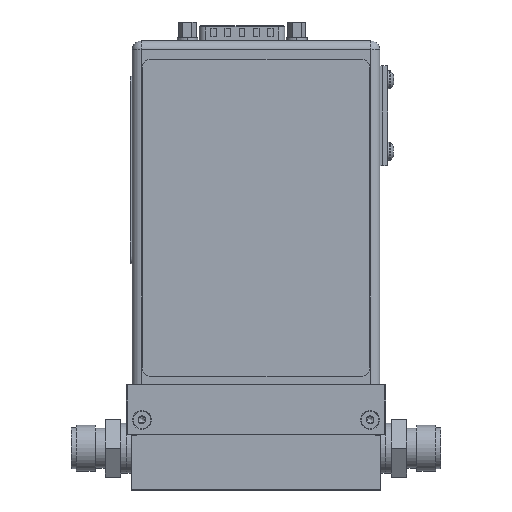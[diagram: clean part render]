
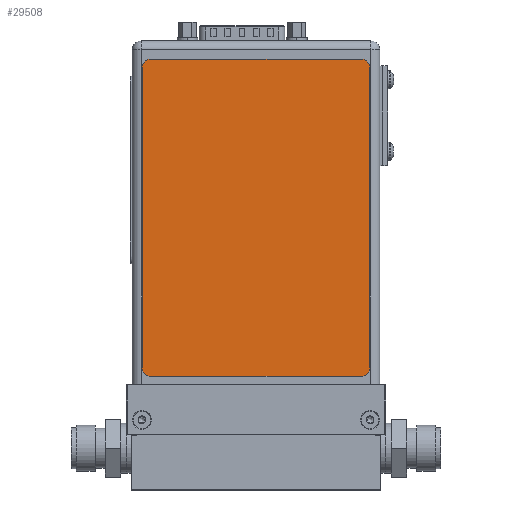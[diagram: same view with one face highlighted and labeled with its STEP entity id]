
A CAD part, top view. The second image highlights one B-rep face of the part: STEP entity #29508.
In plain terms, the highlighted planar face has unit normal (0, 0, 1).
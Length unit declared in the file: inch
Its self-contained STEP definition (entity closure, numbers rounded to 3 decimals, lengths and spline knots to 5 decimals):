
#29265=CARTESIAN_POINT('',(2.63,3.71,0.004));
#29266=DIRECTION('',(0.,0.,1.));
#29267=DIRECTION('',(1.,0.,0.));
#29268=AXIS2_PLACEMENT_3D('',#29265,#29266,#29267);
#29273=DIRECTION('',(0.,1.,0.));
#29274=VECTOR('',#29273,3.61);
#29275=CARTESIAN_POINT('',(2.73,0.1,0.004));
#29276=LINE('',#29275,#29274);
#29280=CARTESIAN_POINT('',(2.63,0.1,0.004));
#29281=DIRECTION('',(0.,0.,1.));
#29282=DIRECTION('',(0.,-1.,0.));
#29283=AXIS2_PLACEMENT_3D('',#29280,#29281,#29282);
#29288=DIRECTION('',(1.,0.,0.));
#29289=VECTOR('',#29288,2.53);
#29290=CARTESIAN_POINT('',(0.1,0.,0.004));
#29291=LINE('',#29290,#29289);
#29295=CARTESIAN_POINT('',(0.1,0.1,0.004));
#29296=DIRECTION('',(0.,0.,1.));
#29297=DIRECTION('',(-1.,0.,0.));
#29298=AXIS2_PLACEMENT_3D('',#29295,#29296,#29297);
#29303=DIRECTION('',(0.,-1.,0.));
#29304=VECTOR('',#29303,3.61);
#29305=CARTESIAN_POINT('',(0.,3.71,0.004));
#29306=LINE('',#29305,#29304);
#29310=CARTESIAN_POINT('',(0.1,3.71,0.004));
#29311=DIRECTION('',(0.,0.,1.));
#29312=DIRECTION('',(0.,1.,0.));
#29313=AXIS2_PLACEMENT_3D('',#29310,#29311,#29312);
#29318=DIRECTION('',(-1.,0.,0.));
#29319=VECTOR('',#29318,2.53);
#29320=CARTESIAN_POINT('',(2.63,3.81,0.004));
#29321=LINE('',#29320,#29319);
#29329=CARTESIAN_POINT('',(2.73,3.71,0.004));
#29330=VERTEX_POINT('',#29329);
#29331=CARTESIAN_POINT('',(2.63,3.81,0.004));
#29332=VERTEX_POINT('',#29331);
#29337=CARTESIAN_POINT('',(0.1,3.81,0.004));
#29338=VERTEX_POINT('',#29337);
#29339=CARTESIAN_POINT('',(0.,3.71,0.004));
#29340=VERTEX_POINT('',#29339);
#29345=CARTESIAN_POINT('',(0.,0.1,0.004));
#29346=VERTEX_POINT('',#29345);
#29347=CARTESIAN_POINT('',(0.1,0.,0.004));
#29348=VERTEX_POINT('',#29347);
#29351=CARTESIAN_POINT('',(2.73,0.1,0.004));
#29352=VERTEX_POINT('',#29351);
#29355=CARTESIAN_POINT('',(2.63,0.,0.004));
#29356=VERTEX_POINT('',#29355);
#29493=CARTESIAN_POINT('',(0.,0.,0.004));
#29494=DIRECTION('',(0.,0.,1.));
#29495=DIRECTION('',(1.,0.,0.));
#29496=AXIS2_PLACEMENT_3D('',#29493,#29494,#29495);
#29497=PLANE('',#29496);
#29498=ORIENTED_EDGE('',*,*,#29389,.F.);
#29499=ORIENTED_EDGE('',*,*,#29405,.F.);
#29500=ORIENTED_EDGE('',*,*,#29418,.F.);
#29501=ORIENTED_EDGE('',*,*,#29431,.F.);
#29502=ORIENTED_EDGE('',*,*,#29446,.F.);
#29503=ORIENTED_EDGE('',*,*,#29459,.F.);
#29504=ORIENTED_EDGE('',*,*,#29474,.F.);
#29505=ORIENTED_EDGE('',*,*,#29486,.F.);
#29506=EDGE_LOOP('',(#29498,#29499,#29500,#29501,#29502,#29503,#29504,#29505));
#29507=FACE_OUTER_BOUND('',#29506,.F.);
#29508=ADVANCED_FACE('',(#29507),#29497,.T.);
#29269=CIRCLE('',#29268,0.1);
#29284=CIRCLE('',#29283,0.1);
#29299=CIRCLE('',#29298,0.1);
#29314=CIRCLE('',#29313,0.1);
#29389=EDGE_CURVE('',#29330,#29332,#29269,.T.);
#29405=EDGE_CURVE('',#29352,#29330,#29276,.T.);
#29418=EDGE_CURVE('',#29356,#29352,#29284,.T.);
#29431=EDGE_CURVE('',#29348,#29356,#29291,.T.);
#29446=EDGE_CURVE('',#29346,#29348,#29299,.T.);
#29459=EDGE_CURVE('',#29340,#29346,#29306,.T.);
#29474=EDGE_CURVE('',#29338,#29340,#29314,.T.);
#29486=EDGE_CURVE('',#29332,#29338,#29321,.T.);
